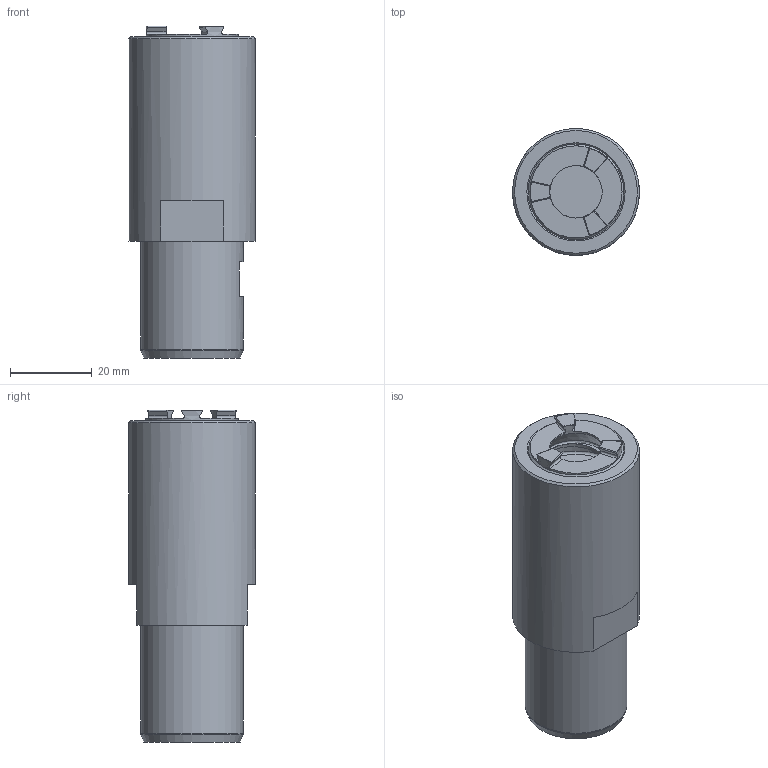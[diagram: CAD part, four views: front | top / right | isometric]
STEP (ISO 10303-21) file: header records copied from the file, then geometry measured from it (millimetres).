
FILE_DESCRIPTION(/* description */ (''),/* implementation_level */ '2;1');
FILE_NAME(/* name */ 'W9990557_stp.stp',/* time_stamp */ '2013-02-07T09:56:37+01:00',/* author */ (''),/* organization */ (''),/* preprocessor_version */ 'ST-DEVELOPER v11',/* originating_system */ 'SIEMENS PLM Software NX 7.5',/* authorisation */ '');
FILE_SCHEMA (('AUTOMOTIVE_DESIGN { 1 0 10303 214 1 1 1 1 }'));
Length unit declared in the file: millimetre
Products named in the file (1): furt4036u5uq
Bounding box: 31 x 31 x 81.1 mm (x, y, z)
Volume: 48260.5 mm3; surface area: 10001.9 mm2
Topology: 1 solids, 1 shells, 65 faces, 170 edges, 110 vertices
Faces by surface type: plane 28, cylinder 20, cone 13, torus 4
Full cylindrical faces by diameter (mm): 12.8 x1, 22.5 x1, 23 x1, 24.6 x1, 25 x1, 31 x1
Entity records: 2282 total; most frequent: CARTESIAN_POINT 812, DIRECTION 300, ORIENTED_EDGE 284, EDGE_CURVE 142, AXIS2_PLACEMENT_3D 128, VERTEX_POINT 100, EDGE_LOOP 86, ADVANCED_FACE 65
